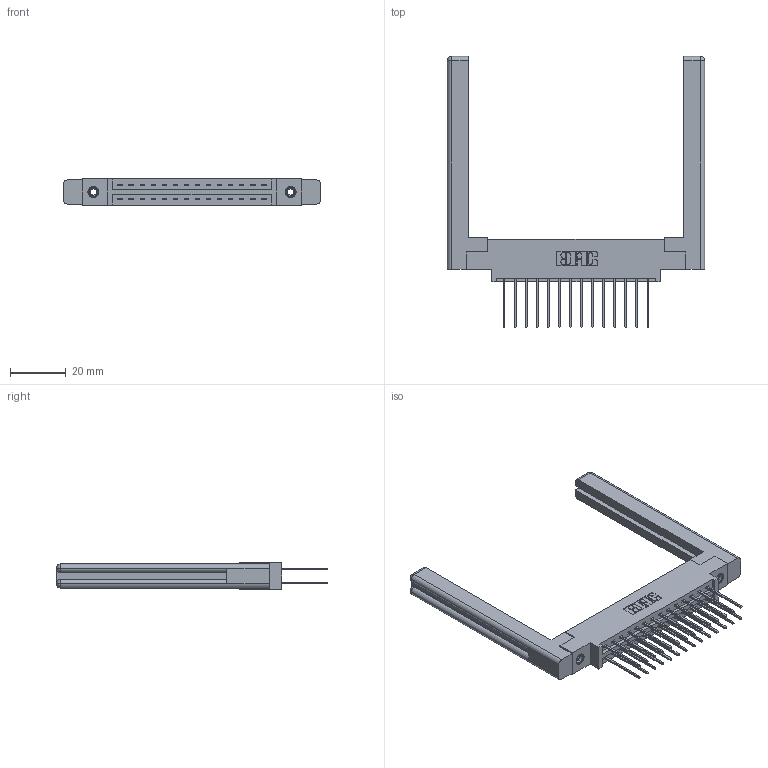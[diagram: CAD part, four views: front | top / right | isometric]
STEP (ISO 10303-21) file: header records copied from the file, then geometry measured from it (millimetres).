
FILE_DESCRIPTION (( 'STEP AP203' ), '1' );
FILE_NAME ('337-028-542-858.STEP', '2019-10-10T22:51:42', ( '' ), ( '' ), 'SwSTEP 2.0', 'SolidWorks 2016', '' );
FILE_SCHEMA (( 'CONFIG_CONTROL_DESIGN' ));
Length unit declared in the file: inch
Products named in the file (5): 345-250-001_345-250-001-102; 345-292-001_345-293-142; 337 Part_0.170 Offset - 0.156 Dia-TI; 307-220-058; 337-028-542-858
Assembly tree (33 placements, depth 2):
  337-028-542-858
    337 Part_0.170 Offset - 0.156 Dia-TI
    345-292-001_345-293-142  x28
    345-250-001_345-250-001-102  x2
    307-220-058  x2
Bounding box: 92.1 x 97.03 x 9.4 mm (x, y, z)
Volume: 16488.9 mm3; surface area: 16099.6 mm2
Topology: 33 solids, 33 shells, 1772 faces, 5185 edges, 3406 vertices
Faces by surface type: plane 1222, cylinder 526, cone 12, torus 12
Entity records: 17260 total; most frequent: CARTESIAN_POINT 2941, ORIENTED_EDGE 2816, DIRECTION 2568, EDGE_CURVE 1408, LINE 1232, VECTOR 1232, VERTEX_POINT 930, AXIS2_PLACEMENT_3D 668
